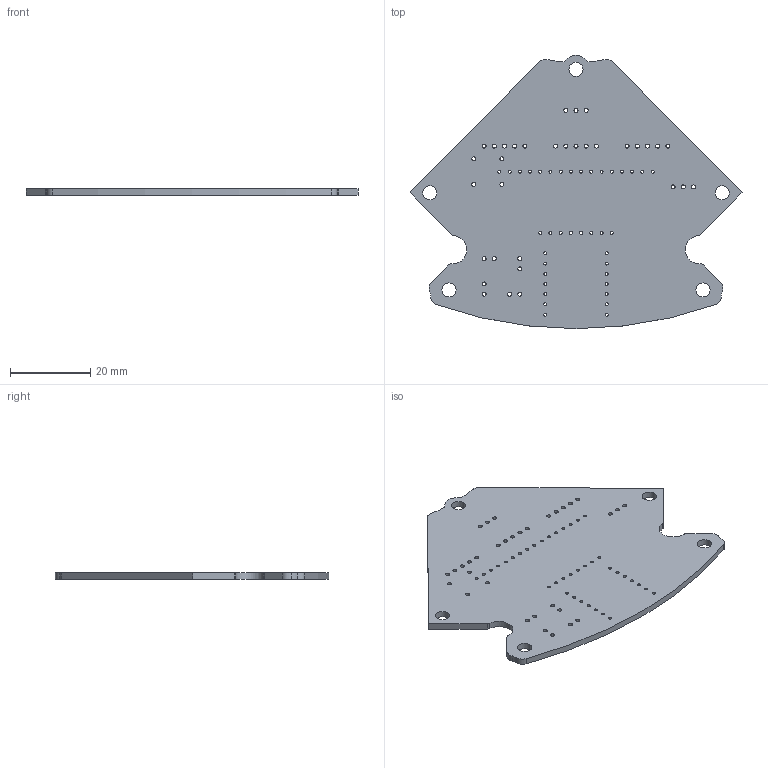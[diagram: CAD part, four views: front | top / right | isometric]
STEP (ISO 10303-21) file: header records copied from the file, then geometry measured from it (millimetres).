
FILE_DESCRIPTION(('KiCad electronic assembly'),'2;1');
FILE_NAME('Multiplexer_plate.step','2024-08-17T15:38:17',('Pcbnew'),( 'Kicad'),'Open CASCADE STEP processor 7.6','KiCad to STEP converter' ,'Unknown');
FILE_SCHEMA(('AUTOMOTIVE_DESIGN { 1 0 10303 214 1 1 1 1 }'));
Length unit declared in the file: millimetre
Products named in the file (2): Multiplexer_plate 1; _autosave-Multiplexer_plate PCB
Assembly tree (1 placements, depth 2):
  Multiplexer_plate 1
    _autosave-Multiplexer_plate PCB
Bounding box: 82.54 x 67.94 x 1.6 mm (x, y, z)
Volume: 5920.8 mm3; surface area: 8218.2 mm2
Topology: 1 solids, 1 shells, 102 faces, 300 edges, 200 vertices
Faces by surface type: cylinder 94, plane 8
Full cylindrical faces by diameter (mm): 0.762 x38, 1 x33, 3.5 x5
Entity records: 7763 total; most frequent: DIRECTION 1296, CARTESIAN_POINT 1204, ORIENTED_EDGE 600, PCURVE 600, DEFINITIONAL_REPRESENTATION 600, LINE 524, VECTOR 524, CIRCLE 376
